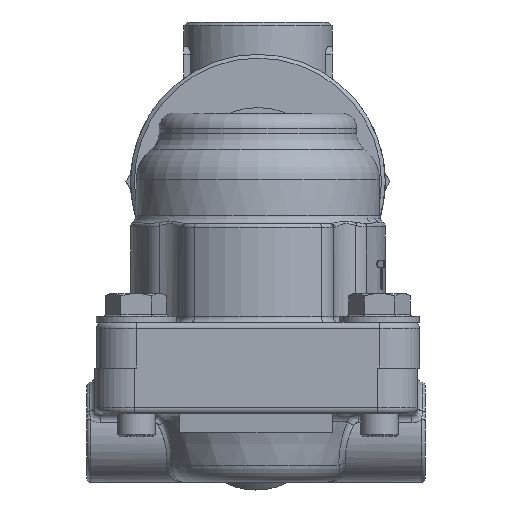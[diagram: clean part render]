
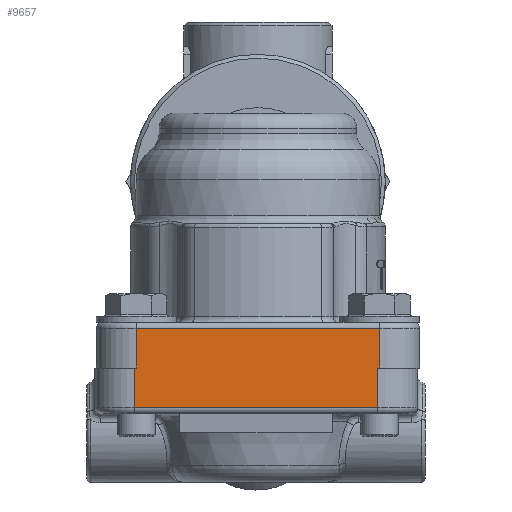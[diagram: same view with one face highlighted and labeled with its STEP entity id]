
A CAD part, left-side view. The second image highlights one B-rep face of the part: STEP entity #9657.
In plain terms, the highlighted planar face has unit normal (-1, 0, 0).
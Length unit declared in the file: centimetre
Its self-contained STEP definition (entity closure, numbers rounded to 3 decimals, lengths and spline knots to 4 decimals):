
#550=LINE('',#14409,#983);
#551=LINE('',#14411,#984);
#552=LINE('',#14413,#985);
#553=LINE('',#14415,#986);
#554=LINE('',#14417,#987);
#555=LINE('',#14419,#988);
#556=LINE('',#14421,#989);
#557=LINE('',#14422,#990);
#983=VECTOR('',#11619,6.4);
#984=VECTOR('',#11620,1.05);
#985=VECTOR('',#11621,0.05);
#986=VECTOR('',#11622,1.05);
#987=VECTOR('',#11623,6.4);
#988=VECTOR('',#11624,1.05);
#989=VECTOR('',#11625,0.05);
#990=VECTOR('',#11626,1.05);
#1563=PLANE('',#10356);
#1920=FACE_OUTER_BOUND('',#2608,.T.);
#2608=EDGE_LOOP('',(#6284,#6285,#6286,#6287,#6288,#6289,#6290,#6291));
#3931=VERTEX_POINT('',#14407);
#3932=VERTEX_POINT('',#14408);
#3933=VERTEX_POINT('',#14410);
#3934=VERTEX_POINT('',#14412);
#3935=VERTEX_POINT('',#14414);
#3936=VERTEX_POINT('',#14416);
#3937=VERTEX_POINT('',#14418);
#3938=VERTEX_POINT('',#14420);
#4824=EDGE_CURVE('',#3931,#3932,#550,.T.);
#4825=EDGE_CURVE('',#3933,#3931,#551,.T.);
#4826=EDGE_CURVE('',#3934,#3933,#552,.T.);
#4827=EDGE_CURVE('',#3934,#3935,#553,.T.);
#4828=EDGE_CURVE('',#3936,#3935,#554,.T.);
#4829=EDGE_CURVE('',#3937,#3936,#555,.T.);
#4830=EDGE_CURVE('',#3938,#3937,#556,.T.);
#4831=EDGE_CURVE('',#3932,#3938,#557,.T.);
#6284=ORIENTED_EDGE('',*,*,#4824,.F.);
#6285=ORIENTED_EDGE('',*,*,#4825,.F.);
#6286=ORIENTED_EDGE('',*,*,#4826,.F.);
#6287=ORIENTED_EDGE('',*,*,#4827,.T.);
#6288=ORIENTED_EDGE('',*,*,#4828,.F.);
#6289=ORIENTED_EDGE('',*,*,#4829,.F.);
#6290=ORIENTED_EDGE('',*,*,#4830,.F.);
#6291=ORIENTED_EDGE('',*,*,#4831,.F.);
#9657=ADVANCED_FACE('',(#1920),#1563,.T.);
#10356=AXIS2_PLACEMENT_3D('',#14406,#11617,#11618);
#11617=DIRECTION('center_axis',(-1.,0.,0.));
#11618=DIRECTION('ref_axis',(0.,0.,1.));
#11619=DIRECTION('',(0.,-1.,0.));
#11620=DIRECTION('',(0.,0.,1.));
#11621=DIRECTION('',(0.,-1.,0.));
#11622=DIRECTION('',(0.,0.,-1.));
#11623=DIRECTION('',(0.,1.,0.));
#11624=DIRECTION('',(0.,0.,-1.));
#11625=DIRECTION('',(0.,1.,0.));
#11626=DIRECTION('',(0.,0.,-1.));
#14406=CARTESIAN_POINT('Origin',(-7.0741,3.3071,-7.1379));
#14407=CARTESIAN_POINT('',(-7.0741,10.7571,-6.0879));
#14408=CARTESIAN_POINT('',(-7.0741,4.3571,-6.0879));
#14409=CARTESIAN_POINT('',(-7.0741,5.4321,-6.0879));
#14410=CARTESIAN_POINT('',(-7.0741,10.7571,-7.1379));
#14411=CARTESIAN_POINT('',(-7.0741,10.7571,-7.1379));
#14412=CARTESIAN_POINT('',(-7.0741,10.8071,-7.1379));
#14413=CARTESIAN_POINT('',(-7.0741,10.8071,-7.1379));
#14414=CARTESIAN_POINT('',(-7.0741,10.8071,-8.1879));
#14415=CARTESIAN_POINT('',(-7.0741,10.8071,-7.1379));
#14416=CARTESIAN_POINT('',(-7.0741,4.4071,-8.1879));
#14417=CARTESIAN_POINT('',(-7.0741,9.2071,-8.1879));
#14418=CARTESIAN_POINT('',(-7.0741,4.4071,-7.1379));
#14419=CARTESIAN_POINT('',(-7.0741,4.4071,-7.1379));
#14420=CARTESIAN_POINT('',(-7.0741,4.3571,-7.1379));
#14421=CARTESIAN_POINT('',(-7.0741,3.3071,-7.1379));
#14422=CARTESIAN_POINT('',(-7.0741,4.3571,-7.1379));
